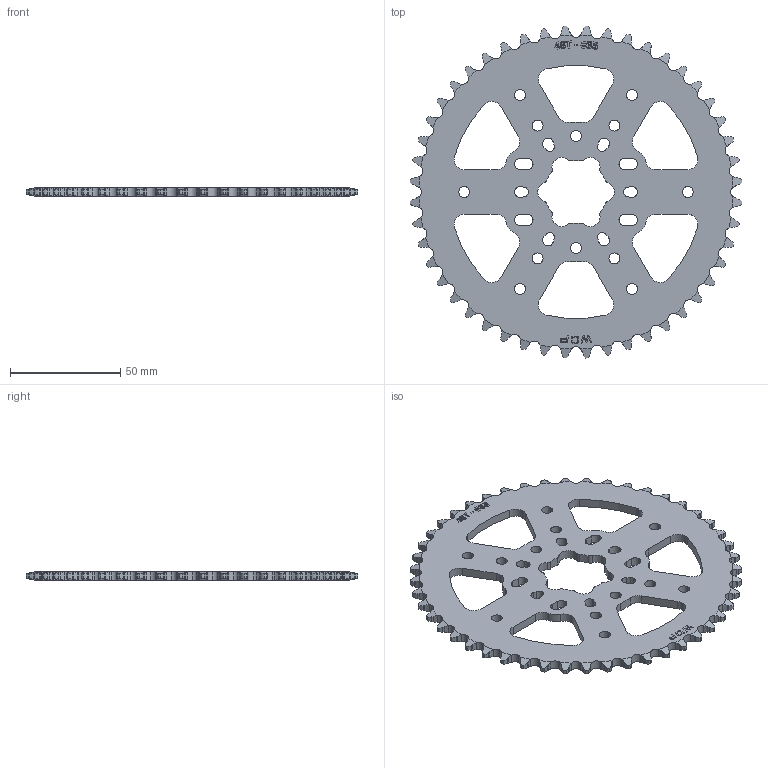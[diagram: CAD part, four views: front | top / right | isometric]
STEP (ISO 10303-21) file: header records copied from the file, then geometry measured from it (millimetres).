
FILE_DESCRIPTION (( 'STEP AP214' ), '1' );
FILE_NAME ('WCP-0985 Rev3.STEP', '2024-03-13T05:40:21', ( '' ), ( '' ), 'SwSTEP 2.0', 'SolidWorks 2022', '' );
FILE_SCHEMA (( 'AUTOMOTIVE_DESIGN' ));
Length unit declared in the file: inch
Products named in the file (1): WCP-0985 Rev3
Bounding box: 150.78 x 150.78 x 4 mm (x, y, z)
Volume: 44975.9 mm3; surface area: 29478.4 mm2
Topology: 1 solids, 1 shells, 830 faces, 2439 edges, 1626 vertices
Faces by surface type: cylinder 440, plane 251, cone 96, bspline 43
Entity records: 31181 total; most frequent: CARTESIAN_POINT 9659, ORIENTED_EDGE 4878, DIRECTION 4089, EDGE_CURVE 2439, VERTEX_POINT 1626, AXIS2_PLACEMENT_3D 1548, LINE 993, VECTOR 993
